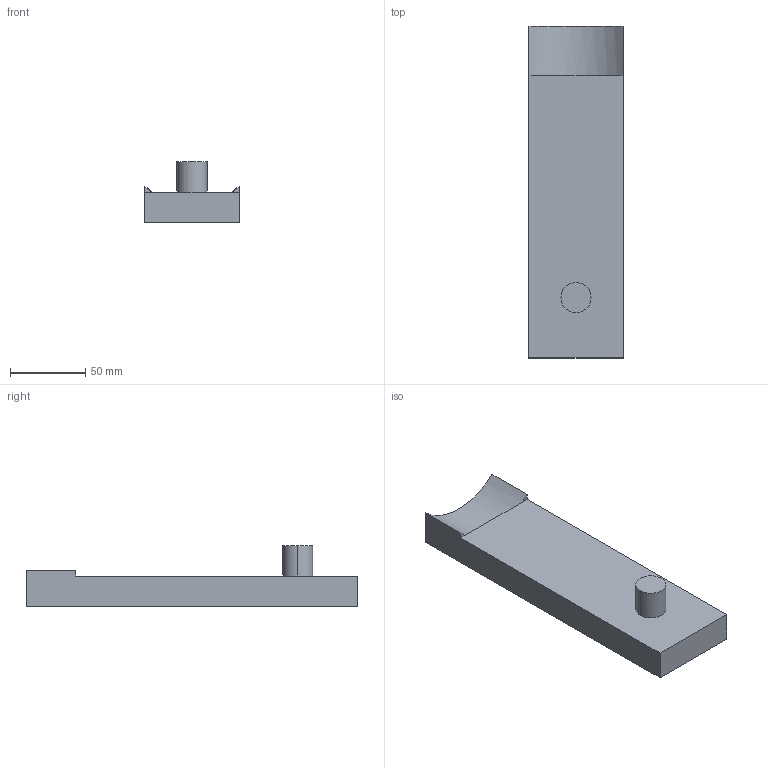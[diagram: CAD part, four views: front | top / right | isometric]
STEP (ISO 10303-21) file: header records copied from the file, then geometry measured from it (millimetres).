
FILE_DESCRIPTION (( 'STEP AP203' ), '1' );
FILE_NAME ('for arm link1_Default_sldprt.STEP', '2022-10-20T05:26:35', ( 'Windows User' ), ( '' ), 'SwSTEP 2.0', 'SolidWorks 2021', '' );
FILE_SCHEMA (( 'CONFIG_CONTROL_DESIGN' ));
Length unit declared in the file: millimetre
Products named in the file (1): for arm link1_Default_sldprt
Bounding box: 62.5 x 220 x 40 mm (x, y, z)
Volume: 264990.9 mm3; surface area: 41869.6 mm2
Topology: 2 solids, 2 shells, 20 faces, 46 edges, 30 vertices
Faces by surface type: plane 15, cylinder 5
Entity records: 647 total; most frequent: DIRECTION 102, CARTESIAN_POINT 97, ORIENTED_EDGE 92, EDGE_CURVE 46, AXIS2_PLACEMENT_3D 35, VECTOR 32, LINE 32, VERTEX_POINT 30
